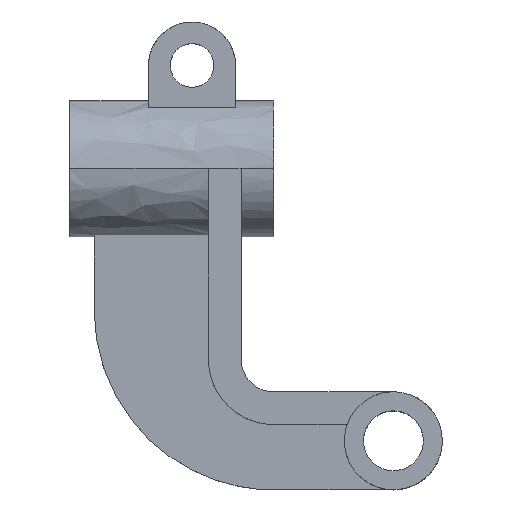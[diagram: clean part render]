
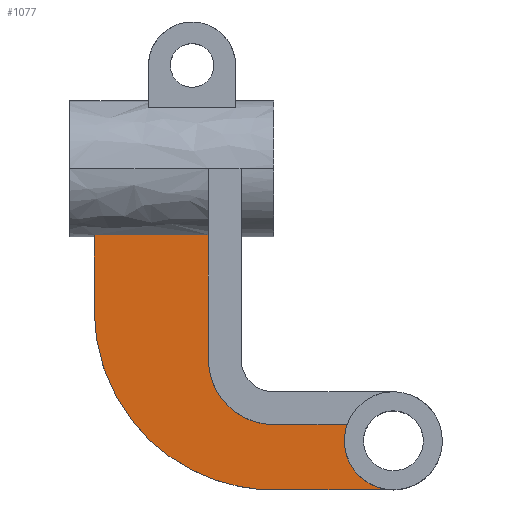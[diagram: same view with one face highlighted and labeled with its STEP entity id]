
A CAD part, top view. The second image highlights one B-rep face of the part: STEP entity #1077.
In plain terms, the highlighted free-form (B-spline) face has degree [1, 1] with [2, 2] control points.
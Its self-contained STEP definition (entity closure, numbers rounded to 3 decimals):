
#272 = VERTEX_POINT('',#273);
#273 = CARTESIAN_POINT('',(29.016,-100.907,6.441
    ));
#278 = EDGE_CURVE('',#279,#272,#281,.T.);
#279 = VERTEX_POINT('',#280);
#280 = CARTESIAN_POINT('',(27.91,-107.348,6.441
    ));
#281 = ( BOUNDED_CURVE() B_SPLINE_CURVE(2,(#282,#283,#284),
.UNSPECIFIED.,.F.,.F.) B_SPLINE_CURVE_WITH_KNOTS((3,3),(3.142,
3.481),.PIECEWISE_BEZIER_KNOTS.) CURVE() 
GEOMETRIC_REPRESENTATION_ITEM() RATIONAL_B_SPLINE_CURVE((1.,
0.986,1.)) REPRESENTATION_ITEM('') );
#282 = CARTESIAN_POINT('',(27.91,-107.348,6.441
    ));
#283 = CARTESIAN_POINT('',(27.91,-104.033,6.441
    ));
#284 = CARTESIAN_POINT('',(29.016,-100.907,6.441
    ));
#423 = VERTEX_POINT('',#424);
#424 = CARTESIAN_POINT('',(-70.85,-26.053,6.441
    ));
#430 = EDGE_CURVE('',#431,#423,#433,.T.);
#431 = VERTEX_POINT('',#432);
#432 = CARTESIAN_POINT('',(-25.764,-26.053,6.441
    ));
#433 = B_SPLINE_CURVE_WITH_KNOTS('',1,(#434,#435),.UNSPECIFIED.,.F.,.F.,
  (2,2),(-51.,-9.),.PIECEWISE_BEZIER_KNOTS.);
#434 = CARTESIAN_POINT('',(-25.764,-26.053,6.441
    ));
#435 = CARTESIAN_POINT('',(-70.85,-26.053,6.441
    ));
#743 = EDGE_CURVE('',#744,#279,#746,.T.);
#744 = VERTEX_POINT('',#745);
#745 = CARTESIAN_POINT('',(47.233,-126.671,6.441
    ));
#746 = ( BOUNDED_CURVE() B_SPLINE_CURVE(2,(#747,#748,#749),
.UNSPECIFIED.,.F.,.F.) B_SPLINE_CURVE_WITH_KNOTS((3,3),(1.571,
3.142),.PIECEWISE_BEZIER_KNOTS.) CURVE() 
GEOMETRIC_REPRESENTATION_ITEM() RATIONAL_B_SPLINE_CURVE((1.,
0.707,1.)) REPRESENTATION_ITEM('') );
#747 = CARTESIAN_POINT('',(47.233,-126.671,6.441
    ));
#748 = CARTESIAN_POINT('',(27.91,-126.671,6.441
    ));
#749 = CARTESIAN_POINT('',(27.91,-107.348,6.441
    ));
#1010 = VERTEX_POINT('',#1011);
#1011 = CARTESIAN_POINT('',(-70.85,-55.821,
    6.441));
#1016 = EDGE_CURVE('',#423,#1010,#1017,.T.);
#1017 = B_SPLINE_CURVE_WITH_KNOTS('',1,(#1018,#1019),.UNSPECIFIED.,.F.,
  .F.,(2,2),(24.269,52.),.PIECEWISE_BEZIER_KNOTS.);
#1018 = CARTESIAN_POINT('',(-70.85,-26.053,
    6.441));
#1019 = CARTESIAN_POINT('',(-70.85,-55.821,
    6.441));
#1038 = VERTEX_POINT('',#1039);
#1039 = CARTESIAN_POINT('',(0.,-126.671,
    6.441));
#1044 = EDGE_CURVE('',#1010,#1038,#1045,.T.);
#1045 = ( BOUNDED_CURVE() B_SPLINE_CURVE(2,(#1046,#1047,#1048),
.UNSPECIFIED.,.F.,.F.) B_SPLINE_CURVE_WITH_KNOTS((3,3),(3.142,
4.712),.PIECEWISE_BEZIER_KNOTS.) CURVE() 
GEOMETRIC_REPRESENTATION_ITEM() RATIONAL_B_SPLINE_CURVE((1.,
0.707,1.)) REPRESENTATION_ITEM('') );
#1046 = CARTESIAN_POINT('',(-70.85,-55.821,
    6.441));
#1047 = CARTESIAN_POINT('',(-70.85,-126.671,
    6.441));
#1048 = CARTESIAN_POINT('',(0.,-126.671,
    6.441));
#1067 = EDGE_CURVE('',#1038,#744,#1068,.T.);
#1068 = B_SPLINE_CURVE_WITH_KNOTS('',1,(#1069,#1070),.UNSPECIFIED.,.F.,
  .F.,(2,2),(0.,44.),.PIECEWISE_BEZIER_KNOTS.);
#1069 = CARTESIAN_POINT('',(0.,-126.671,
    6.441));
#1070 = CARTESIAN_POINT('',(47.233,-126.671,
    6.441));
#1077 = ADVANCED_FACE('',(#1078),#1106,.T.);
#1078 = FACE_BOUND('',#1079,.T.);
#1079 = EDGE_LOOP('',(#1080,#1081,#1082,#1083,#1090,#1098,#1103,#1104,
    #1105));
#1080 = ORIENTED_EDGE('',*,*,#1067,.T.);
#1081 = ORIENTED_EDGE('',*,*,#743,.T.);
#1082 = ORIENTED_EDGE('',*,*,#278,.T.);
#1083 = ORIENTED_EDGE('',*,*,#1084,.F.);
#1084 = EDGE_CURVE('',#1085,#272,#1087,.T.);
#1085 = VERTEX_POINT('',#1086);
#1086 = CARTESIAN_POINT('',(0.,-100.907,
    6.441));
#1087 = B_SPLINE_CURVE_WITH_KNOTS('',1,(#1088,#1089),.UNSPECIFIED.,.F.,
  .F.,(2,2),(0.,27.029),
  .PIECEWISE_BEZIER_KNOTS.);
#1088 = CARTESIAN_POINT('',(0.,-100.907,
    6.441));
#1089 = CARTESIAN_POINT('',(29.016,-100.907,
    6.441));
#1090 = ORIENTED_EDGE('',*,*,#1091,.F.);
#1091 = EDGE_CURVE('',#1092,#1085,#1094,.T.);
#1092 = VERTEX_POINT('',#1093);
#1093 = CARTESIAN_POINT('',(-25.764,-75.144,
    6.441));
#1094 = ( BOUNDED_CURVE() B_SPLINE_CURVE(2,(#1095,#1096,#1097),
.UNSPECIFIED.,.F.,.F.) B_SPLINE_CURVE_WITH_KNOTS((3,3),(3.142,
4.712),.PIECEWISE_BEZIER_KNOTS.) CURVE() 
GEOMETRIC_REPRESENTATION_ITEM() RATIONAL_B_SPLINE_CURVE((1.,
0.707,1.)) REPRESENTATION_ITEM('') );
#1095 = CARTESIAN_POINT('',(-25.764,-75.144,
    6.441));
#1096 = CARTESIAN_POINT('',(-25.764,-100.907,
    6.441));
#1097 = CARTESIAN_POINT('',(0.,-100.907,
    6.441));
#1098 = ORIENTED_EDGE('',*,*,#1099,.F.);
#1099 = EDGE_CURVE('',#431,#1092,#1100,.T.);
#1100 = B_SPLINE_CURVE_WITH_KNOTS('',1,(#1101,#1102),.UNSPECIFIED.,.F.,
  .F.,(2,2),(24.269,70.),.PIECEWISE_BEZIER_KNOTS.);
#1101 = CARTESIAN_POINT('',(-25.764,-26.053,
    6.441));
#1102 = CARTESIAN_POINT('',(-25.764,-75.144,
    6.441));
#1103 = ORIENTED_EDGE('',*,*,#430,.T.);
#1104 = ORIENTED_EDGE('',*,*,#1016,.T.);
#1105 = ORIENTED_EDGE('',*,*,#1044,.T.);
#1106 = B_SPLINE_SURFACE_WITH_KNOTS('',1,1,(
    (#1107,#1108)
    ,(#1109,#1110
    )),.UNSPECIFIED.,.F.,.F.,.F.,(2,2),(2,2),(-66.,44.),(-118.,
    -24.269),.PIECEWISE_BEZIER_KNOTS.);
#1107 = CARTESIAN_POINT('',(-70.85,-126.671,
    6.441));
#1108 = CARTESIAN_POINT('',(-70.85,-26.053,
    6.441));
#1109 = CARTESIAN_POINT('',(47.233,-126.671,
    6.441));
#1110 = CARTESIAN_POINT('',(47.233,-26.053,
    6.441));
